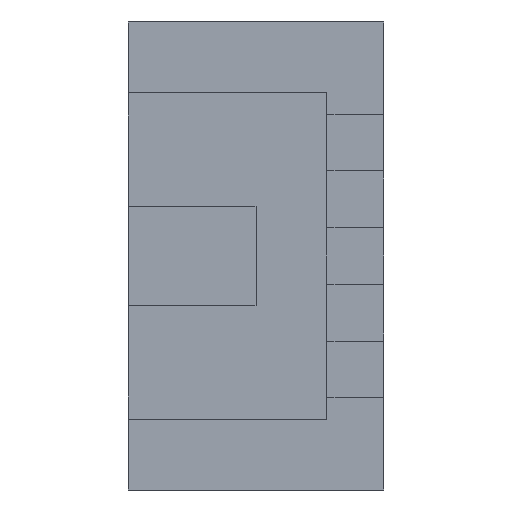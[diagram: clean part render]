
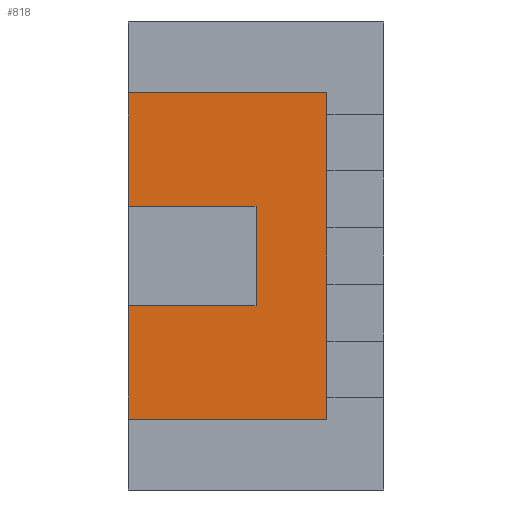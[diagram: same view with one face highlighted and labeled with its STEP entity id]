
A CAD part, left-side view. The second image highlights one B-rep face of the part: STEP entity #818.
In plain terms, the highlighted planar face has unit normal (-1, 0, 0).
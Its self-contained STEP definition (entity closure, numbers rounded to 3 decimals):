
#44=FACE_OUTER_BOUND('',#86,.T.);
#86=EDGE_LOOP('',(#633,#634,#635,#636,#637,#638,#639,#640));
#162=LINE('',#1213,#276);
#168=LINE('',#1225,#282);
#170=LINE('',#1228,#284);
#172=LINE('',#1232,#286);
#178=LINE('',#1243,#292);
#183=LINE('',#1252,#297);
#184=LINE('',#1254,#298);
#185=LINE('',#1255,#299);
#276=VECTOR('',#988,10.);
#282=VECTOR('',#996,10.);
#284=VECTOR('',#1000,10.);
#286=VECTOR('',#1004,10.);
#292=VECTOR('',#1010,10.);
#297=VECTOR('',#1017,10.);
#298=VECTOR('',#1018,10.);
#299=VECTOR('',#1019,10.);
#375=VERTEX_POINT('',#1209);
#377=VERTEX_POINT('',#1212);
#380=VERTEX_POINT('',#1219);
#382=VERTEX_POINT('',#1223);
#383=VERTEX_POINT('',#1230);
#388=VERTEX_POINT('',#1242);
#391=VERTEX_POINT('',#1251);
#392=VERTEX_POINT('',#1253);
#466=EDGE_CURVE('',#377,#375,#162,.T.);
#472=EDGE_CURVE('',#380,#382,#168,.T.);
#474=EDGE_CURVE('',#382,#377,#170,.T.);
#476=EDGE_CURVE('',#383,#375,#172,.T.);
#482=EDGE_CURVE('',#380,#388,#178,.T.);
#487=EDGE_CURVE('',#391,#383,#183,.T.);
#488=EDGE_CURVE('',#391,#392,#184,.T.);
#489=EDGE_CURVE('',#392,#388,#185,.T.);
#633=ORIENTED_EDGE('',*,*,#472,.T.);
#634=ORIENTED_EDGE('',*,*,#474,.T.);
#635=ORIENTED_EDGE('',*,*,#466,.T.);
#636=ORIENTED_EDGE('',*,*,#476,.F.);
#637=ORIENTED_EDGE('',*,*,#487,.F.);
#638=ORIENTED_EDGE('',*,*,#488,.T.);
#639=ORIENTED_EDGE('',*,*,#489,.T.);
#640=ORIENTED_EDGE('',*,*,#482,.F.);
#776=PLANE('',#877);
#818=ADVANCED_FACE('',(#44),#776,.T.);
#877=AXIS2_PLACEMENT_3D('',#1250,#1015,#1016);
#988=DIRECTION('',(0.,1.,0.));
#996=DIRECTION('',(0.,-1.,0.));
#1000=DIRECTION('',(0.,0.,-1.));
#1004=DIRECTION('',(0.,0.,1.));
#1010=DIRECTION('',(0.,0.,1.));
#1015=DIRECTION('center_axis',(-1.,0.,0.));
#1016=DIRECTION('ref_axis',(0.,0.,1.));
#1017=DIRECTION('',(0.,1.,0.));
#1018=DIRECTION('',(0.,0.,1.));
#1019=DIRECTION('',(0.,1.,0.));
#1209=CARTESIAN_POINT('',(9.,18.,-3.5));
#1212=CARTESIAN_POINT('',(9.,9.,-3.5));
#1213=CARTESIAN_POINT('',(9.,9.,-3.5));
#1219=CARTESIAN_POINT('',(9.,18.,3.5));
#1223=CARTESIAN_POINT('',(9.,9.,3.5));
#1225=CARTESIAN_POINT('',(9.,9.,3.5));
#1228=CARTESIAN_POINT('',(9.,9.,-5.75));
#1230=CARTESIAN_POINT('',(9.,18.,-11.5));
#1232=CARTESIAN_POINT('',(9.,18.,-11.5));
#1242=CARTESIAN_POINT('',(9.,18.,11.5));
#1243=CARTESIAN_POINT('',(9.,18.,-11.5));
#1250=CARTESIAN_POINT('Origin',(9.,0.,-11.5));
#1251=CARTESIAN_POINT('',(9.,0.,-11.5));
#1252=CARTESIAN_POINT('',(9.,0.,-11.5));
#1253=CARTESIAN_POINT('',(9.,0.,11.5));
#1254=CARTESIAN_POINT('',(9.,0.,-11.5));
#1255=CARTESIAN_POINT('',(9.,0.,11.5));
